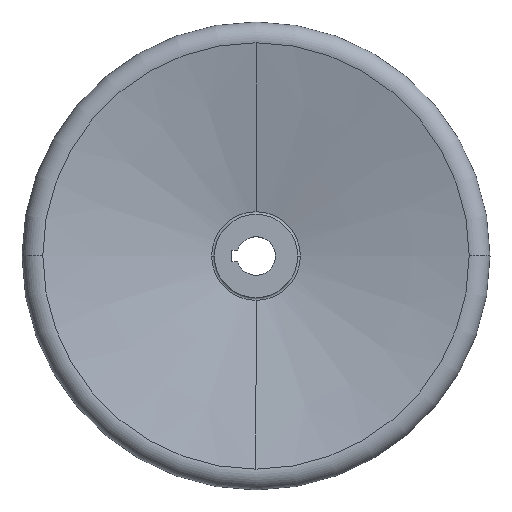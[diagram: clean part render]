
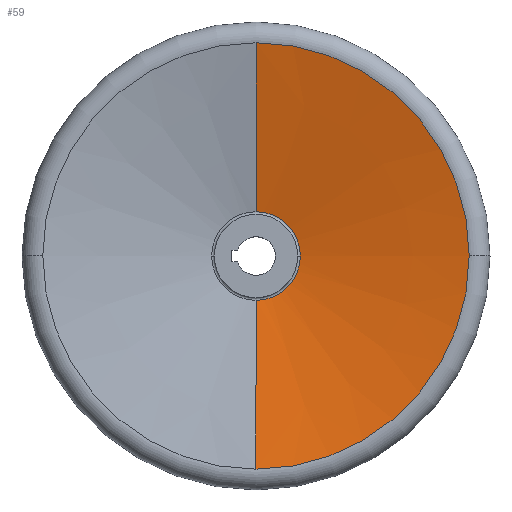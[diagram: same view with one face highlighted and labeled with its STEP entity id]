
A CAD part, top view. The second image highlights one B-rep face of the part: STEP entity #59.
In plain terms, the highlighted conical face has half-angle 77.444 degrees and reference radius 86.663 mm.
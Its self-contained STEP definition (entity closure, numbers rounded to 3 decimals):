
#59=ADVANCED_FACE('',(#134),#135,.F.);
#134=FACE_OUTER_BOUND('',#224,.T.);
#135=CONICAL_SURFACE('',#225,86.663,1.352);
#224=EDGE_LOOP('',(#333,#334,#335,#336,#337,#338));
#225=AXIS2_PLACEMENT_3D('',#339,#340,#341);
#333=ORIENTED_EDGE('',*,*,#572,.F.);
#334=ORIENTED_EDGE('',*,*,#573,.F.);
#335=ORIENTED_EDGE('',*,*,#568,.F.);
#336=ORIENTED_EDGE('',*,*,#574,.F.);
#337=ORIENTED_EDGE('',*,*,#575,.T.);
#338=ORIENTED_EDGE('',*,*,#576,.T.);
#339=CARTESIAN_POINT('',(0.,0.0,43.066));
#340=DIRECTION('',(0.,-0.0,1.0));
#341=DIRECTION('',(0.0,1.0,0.0));
#568=EDGE_CURVE('',#679,#681,#682,.T.);
#572=EDGE_CURVE('',#687,#688,#689,.T.);
#573=EDGE_CURVE('',#681,#687,#690,.T.);
#574=EDGE_CURVE('',#691,#679,#692,.T.);
#575=EDGE_CURVE('',#691,#693,#694,.T.);
#576=EDGE_CURVE('',#693,#688,#695,.T.);
#679=VERTEX_POINT('',#829);
#681=VERTEX_POINT('',#831);
#682=CIRCLE('',#832,29.826);
#687=VERTEX_POINT('',#837);
#688=VERTEX_POINT('',#838);
#689=LINE('',#839,#840);
#690=CIRCLE('',#841,29.826);
#691=VERTEX_POINT('',#842);
#692=LINE('',#843,#844);
#693=VERTEX_POINT('',#845);
#694=CIRCLE('',#846,143.5);
#695=CIRCLE('',#847,143.5);
#829=CARTESIAN_POINT('',(0.,-29.826,30.407));
#831=CARTESIAN_POINT('',(29.826,0.,30.407));
#832=AXIS2_PLACEMENT_3D('',#1007,#1008,#1009);
#837=CARTESIAN_POINT('',(0.,29.826,30.407));
#838=CARTESIAN_POINT('',(0.,143.5,55.725));
#839=CARTESIAN_POINT('',(0.,86.663,43.066));
#840=VECTOR('',#1016,1.0);
#841=AXIS2_PLACEMENT_3D('',#1017,#1018,#1019);
#842=CARTESIAN_POINT('',(0.,-143.5,55.725));
#843=CARTESIAN_POINT('',(0.,-86.663,43.066));
#844=VECTOR('',#1020,1.0);
#845=CARTESIAN_POINT('',(143.5,0.,55.725));
#846=AXIS2_PLACEMENT_3D('',#1021,#1022,#1023);
#847=AXIS2_PLACEMENT_3D('',#1024,#1025,#1026);
#1007=CARTESIAN_POINT('',(0.,0.0,30.407));
#1008=DIRECTION('',(0.,-0.0,1.0));
#1009=DIRECTION('',(0.0,1.0,0.0));
#1016=DIRECTION('',(0.,0.976,0.217));
#1017=CARTESIAN_POINT('',(0.,0.0,30.407));
#1018=DIRECTION('',(0.,-0.0,1.0));
#1019=DIRECTION('',(0.0,1.0,0.0));
#1020=DIRECTION('',(0.,0.976,-0.217));
#1021=CARTESIAN_POINT('',(0.,0.0,55.725));
#1022=DIRECTION('',(0.,-0.0,1.0));
#1023=DIRECTION('',(0.0,1.0,0.0));
#1024=CARTESIAN_POINT('',(0.,0.0,55.725));
#1025=DIRECTION('',(0.,-0.0,1.0));
#1026=DIRECTION('',(0.0,1.0,0.0));
